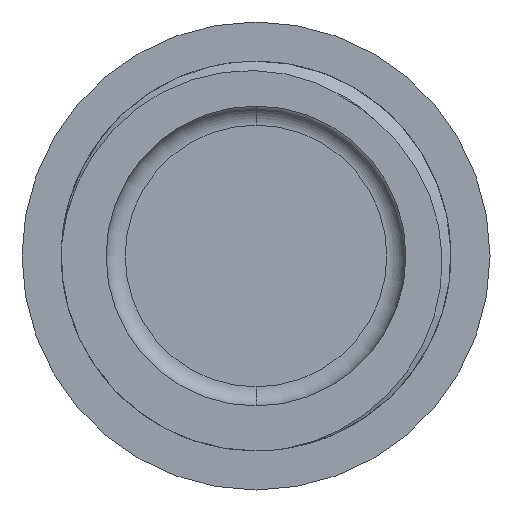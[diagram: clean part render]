
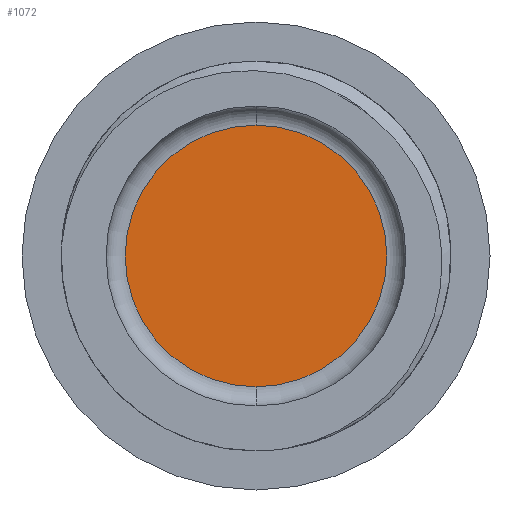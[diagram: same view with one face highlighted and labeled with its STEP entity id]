
A CAD part, front view. The second image highlights one B-rep face of the part: STEP entity #1072.
In plain terms, the highlighted planar face has unit normal (0, -1, 0).
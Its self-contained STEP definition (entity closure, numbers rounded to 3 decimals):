
#124 = PLANE ( 'NONE',  #2297 ) ;
#128 = FACE_OUTER_BOUND ( 'NONE', #400, .T. ) ;
#133 = CARTESIAN_POINT ( 'NONE',  ( -6.85, 9.358, 0. ) ) ;
#134 = DIRECTION ( 'NONE',  ( 0., 1., 0. ) ) ;
#135 = DIRECTION ( 'NONE',  ( 0., 0., 1. ) ) ;
#400 = EDGE_LOOP ( 'NONE', ( #867, #872 ) ) ;
#415 = VERTEX_POINT ( 'NONE', #482 ) ;
#425 = VERTEX_POINT ( 'NONE', #501 ) ;
#482 = CARTESIAN_POINT ( 'NONE',  ( 0., 9.358, -6.85 ) ) ;
#501 = CARTESIAN_POINT ( 'NONE',  ( 0., 9.358, 6.85 ) ) ;
#544 = DIRECTION ( 'NONE',  ( 0., 0., -1. ) ) ;
#548 = DIRECTION ( 'NONE',  ( 0., -1., 0. ) ) ;
#550 = CARTESIAN_POINT ( 'NONE',  ( 0., 9.358, 0. ) ) ;
#867 = ORIENTED_EDGE ( 'NONE', *, *, #1026, .T. ) ;
#872 = ORIENTED_EDGE ( 'NONE', *, *, #932, .T. ) ;
#932 = EDGE_CURVE ( 'NONE', #425, #415, #2175, .T. ) ;
#1026 = EDGE_CURVE ( 'NONE', #415, #425, #2230, .T. ) ;
#1072 = ADVANCED_FACE ( 'NONE', ( #128 ), #124, .F. ) ;
#2175 = CIRCLE ( 'NONE', #2177, 6.85 ) ;
#2177 = AXIS2_PLACEMENT_3D ( 'NONE', #550, #548, #544 ) ;
#2230 = CIRCLE ( 'NONE', #2236, 6.85 ) ;
#2236 = AXIS2_PLACEMENT_3D ( 'NONE', #2774, #2775, #2776 ) ;
#2297 = AXIS2_PLACEMENT_3D ( 'NONE', #133, #134, #135 ) ;
#2774 = CARTESIAN_POINT ( 'NONE',  ( 0., 9.358, 0. ) ) ;
#2775 = DIRECTION ( 'NONE',  ( 0., -1., 0. ) ) ;
#2776 = DIRECTION ( 'NONE',  ( 0., 0., -1. ) ) ;
